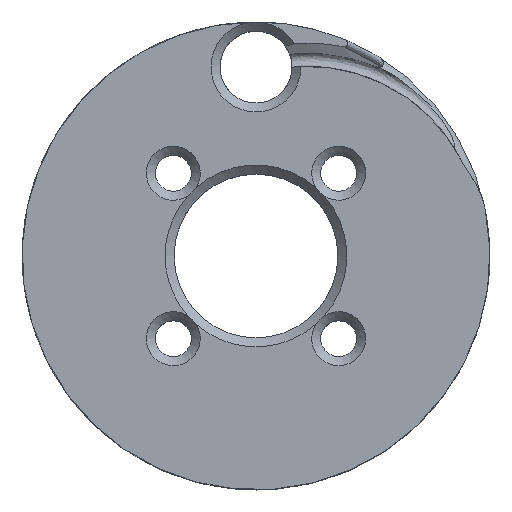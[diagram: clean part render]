
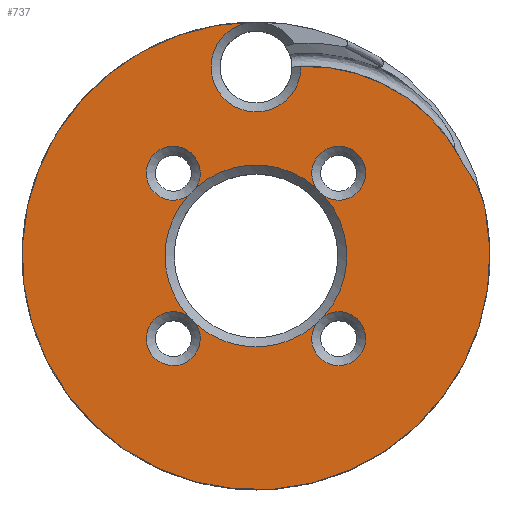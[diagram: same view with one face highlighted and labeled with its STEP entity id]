
A CAD part, top view. The second image highlights one B-rep face of the part: STEP entity #737.
In plain terms, the highlighted planar face has unit normal (0, 0, 1).
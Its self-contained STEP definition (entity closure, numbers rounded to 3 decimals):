
#23=FACE_BOUND('',#103,.T.);
#31=PLANE('',#819);
#65=FACE_OUTER_BOUND('',#102,.T.);
#102=EDGE_LOOP('',(#556,#557,#558,#559,#560));
#103=EDGE_LOOP('',(#561,#562,#563,#564,#565,#566,#567,#568,#569,#570,#571,
#572,#573));
#187=CIRCLE('',#777,3.);
#189=CIRCLE('',#779,3.);
#190=CIRCLE('',#781,10.1);
#192=CIRCLE('',#783,10.1);
#193=CIRCLE('',#784,10.1);
#194=CIRCLE('',#785,10.1);
#195=CIRCLE('',#786,10.1);
#197=CIRCLE('',#790,3.);
#199=CIRCLE('',#792,3.);
#201=CIRCLE('',#796,3.);
#203=CIRCLE('',#798,3.);
#205=CIRCLE('',#802,3.);
#207=CIRCLE('',#804,3.);
#210=CIRCLE('',#809,5.);
#216=CIRCLE('',#817,19.235);
#218=CIRCLE('',#820,26.);
#219=CIRCLE('',#821,10.);
#220=CIRCLE('',#822,10.);
#281=VERTEX_POINT('',#1064);
#282=VERTEX_POINT('',#1065);
#283=VERTEX_POINT('',#1072);
#285=VERTEX_POINT('',#1079);
#287=VERTEX_POINT('',#1084);
#288=VERTEX_POINT('',#1086);
#289=VERTEX_POINT('',#1093);
#290=VERTEX_POINT('',#1095);
#291=VERTEX_POINT('',#1102);
#292=VERTEX_POINT('',#1104);
#294=VERTEX_POINT('',#1117);
#297=VERTEX_POINT('',#1128);
#300=VERTEX_POINT('',#1139);
#305=VERTEX_POINT('',#1156);
#306=VERTEX_POINT('',#1158);
#318=VERTEX_POINT('',#1235);
#321=VERTEX_POINT('',#1256);
#322=VERTEX_POINT('',#1258);
#359=EDGE_CURVE('',#282,#283,#187,.T.);
#362=EDGE_CURVE('',#283,#281,#189,.T.);
#363=EDGE_CURVE('',#281,#285,#190,.T.);
#366=EDGE_CURVE('',#285,#287,#192,.T.);
#368=EDGE_CURVE('',#288,#289,#193,.T.);
#370=EDGE_CURVE('',#290,#291,#194,.T.);
#372=EDGE_CURVE('',#292,#282,#195,.T.);
#375=EDGE_CURVE('',#287,#294,#197,.T.);
#378=EDGE_CURVE('',#294,#288,#199,.T.);
#381=EDGE_CURVE('',#289,#297,#201,.T.);
#384=EDGE_CURVE('',#297,#290,#203,.T.);
#387=EDGE_CURVE('',#291,#300,#205,.T.);
#390=EDGE_CURVE('',#300,#292,#207,.T.);
#395=EDGE_CURVE('',#305,#306,#210,.T.);
#410=EDGE_CURVE('',#306,#318,#216,.T.);
#414=EDGE_CURVE('',#305,#321,#218,.T.);
#415=EDGE_CURVE('',#322,#321,#219,.T.);
#416=EDGE_CURVE('',#318,#322,#220,.T.);
#556=ORIENTED_EDGE('',*,*,#395,.F.);
#557=ORIENTED_EDGE('',*,*,#414,.T.);
#558=ORIENTED_EDGE('',*,*,#415,.F.);
#559=ORIENTED_EDGE('',*,*,#416,.F.);
#560=ORIENTED_EDGE('',*,*,#410,.F.);
#561=ORIENTED_EDGE('',*,*,#359,.F.);
#562=ORIENTED_EDGE('',*,*,#372,.F.);
#563=ORIENTED_EDGE('',*,*,#390,.F.);
#564=ORIENTED_EDGE('',*,*,#387,.F.);
#565=ORIENTED_EDGE('',*,*,#370,.F.);
#566=ORIENTED_EDGE('',*,*,#384,.F.);
#567=ORIENTED_EDGE('',*,*,#381,.F.);
#568=ORIENTED_EDGE('',*,*,#368,.F.);
#569=ORIENTED_EDGE('',*,*,#378,.F.);
#570=ORIENTED_EDGE('',*,*,#375,.F.);
#571=ORIENTED_EDGE('',*,*,#366,.F.);
#572=ORIENTED_EDGE('',*,*,#363,.F.);
#573=ORIENTED_EDGE('',*,*,#362,.F.);
#737=ADVANCED_FACE('',(#65,#23),#31,.T.);
#777=AXIS2_PLACEMENT_3D('',#1073,#866,#867);
#779=AXIS2_PLACEMENT_3D('',#1077,#871,#872);
#781=AXIS2_PLACEMENT_3D('',#1080,#875,#876);
#783=AXIS2_PLACEMENT_3D('',#1085,#880,#881);
#784=AXIS2_PLACEMENT_3D('',#1094,#882,#883);
#785=AXIS2_PLACEMENT_3D('',#1103,#884,#885);
#786=AXIS2_PLACEMENT_3D('',#1111,#886,#887);
#790=AXIS2_PLACEMENT_3D('',#1118,#895,#896);
#792=AXIS2_PLACEMENT_3D('',#1122,#900,#901);
#796=AXIS2_PLACEMENT_3D('',#1129,#909,#910);
#798=AXIS2_PLACEMENT_3D('',#1133,#914,#915);
#802=AXIS2_PLACEMENT_3D('',#1140,#923,#924);
#804=AXIS2_PLACEMENT_3D('',#1144,#928,#929);
#809=AXIS2_PLACEMENT_3D('',#1159,#939,#940);
#817=AXIS2_PLACEMENT_3D('',#1236,#958,#959);
#819=AXIS2_PLACEMENT_3D('',#1255,#963,#964);
#820=AXIS2_PLACEMENT_3D('',#1257,#965,#966);
#821=AXIS2_PLACEMENT_3D('',#1259,#967,#968);
#822=AXIS2_PLACEMENT_3D('',#1260,#969,#970);
#866=DIRECTION('center_axis',(0.,0.,1.));
#867=DIRECTION('ref_axis',(-1.,0.,0.));
#871=DIRECTION('center_axis',(0.,0.,1.));
#872=DIRECTION('ref_axis',(-1.,0.,0.));
#875=DIRECTION('center_axis',(0.,0.,1.));
#876=DIRECTION('ref_axis',(1.,0.,0.));
#880=DIRECTION('center_axis',(0.,0.,1.));
#881=DIRECTION('ref_axis',(1.,0.,0.));
#882=DIRECTION('center_axis',(0.,0.,1.));
#883=DIRECTION('ref_axis',(1.,0.,0.));
#884=DIRECTION('center_axis',(0.,0.,1.));
#885=DIRECTION('ref_axis',(1.,0.,0.));
#886=DIRECTION('center_axis',(0.,0.,1.));
#887=DIRECTION('ref_axis',(1.,0.,0.));
#895=DIRECTION('center_axis',(0.,0.,1.));
#896=DIRECTION('ref_axis',(-1.,0.,0.));
#900=DIRECTION('center_axis',(0.,0.,1.));
#901=DIRECTION('ref_axis',(-1.,0.,0.));
#909=DIRECTION('center_axis',(0.,0.,1.));
#910=DIRECTION('ref_axis',(-1.,0.,0.));
#914=DIRECTION('center_axis',(0.,0.,1.));
#915=DIRECTION('ref_axis',(-1.,0.,0.));
#923=DIRECTION('center_axis',(0.,0.,1.));
#924=DIRECTION('ref_axis',(-1.,0.,0.));
#928=DIRECTION('center_axis',(0.,0.,1.));
#929=DIRECTION('ref_axis',(-1.,0.,0.));
#939=DIRECTION('center_axis',(0.,0.,1.));
#940=DIRECTION('ref_axis',(-1.,0.,0.));
#958=DIRECTION('center_axis',(0.,0.,-1.));
#959=DIRECTION('ref_axis',(-0.286,0.958,0.));
#963=DIRECTION('center_axis',(0.,0.,1.));
#964=DIRECTION('ref_axis',(1.,0.,0.));
#965=DIRECTION('center_axis',(0.,0.,1.));
#966=DIRECTION('ref_axis',(1.,0.,0.));
#967=DIRECTION('center_axis',(0.,0.,-1.));
#968=DIRECTION('ref_axis',(0.914,0.406,0.));
#969=DIRECTION('center_axis',(0.,0.,1.));
#970=DIRECTION('ref_axis',(-0.892,-0.452,0.));
#1064=CARTESIAN_POINT('',(-7.604,6.647,8.));
#1065=CARTESIAN_POINT('',(-6.647,7.604,8.));
#1072=CARTESIAN_POINT('',(-6.192,9.192,8.));
#1073=CARTESIAN_POINT('Origin',(-9.192,9.192,8.));
#1077=CARTESIAN_POINT('Origin',(-9.192,9.192,8.));
#1079=CARTESIAN_POINT('',(-10.1,0.,8.));
#1080=CARTESIAN_POINT('Origin',(0.,0.,8.));
#1084=CARTESIAN_POINT('',(-7.604,-6.647,8.));
#1085=CARTESIAN_POINT('Origin',(0.,0.,8.));
#1086=CARTESIAN_POINT('',(-6.647,-7.604,8.));
#1093=CARTESIAN_POINT('',(6.647,-7.604,8.));
#1094=CARTESIAN_POINT('Origin',(0.,0.,8.));
#1095=CARTESIAN_POINT('',(7.604,-6.647,8.));
#1102=CARTESIAN_POINT('',(7.604,6.647,8.));
#1103=CARTESIAN_POINT('Origin',(0.,0.,8.));
#1104=CARTESIAN_POINT('',(6.647,7.604,8.));
#1111=CARTESIAN_POINT('Origin',(0.,0.,8.));
#1117=CARTESIAN_POINT('',(-6.192,-9.192,8.));
#1118=CARTESIAN_POINT('Origin',(-9.192,-9.192,8.));
#1122=CARTESIAN_POINT('Origin',(-9.192,-9.192,8.));
#1128=CARTESIAN_POINT('',(12.192,-9.192,8.));
#1129=CARTESIAN_POINT('Origin',(9.192,-9.192,8.));
#1133=CARTESIAN_POINT('Origin',(9.192,-9.192,8.));
#1139=CARTESIAN_POINT('',(12.192,9.192,8.));
#1140=CARTESIAN_POINT('Origin',(9.192,9.192,8.));
#1144=CARTESIAN_POINT('Origin',(9.192,9.192,8.));
#1156=CARTESIAN_POINT('',(0.,26.,8.));
#1158=CARTESIAN_POINT('',(5.,21.055,8.));
#1159=CARTESIAN_POINT('Origin',(0.,21.,8.));
#1235=CARTESIAN_POINT('',(22.868,10.533,8.));
#1236=CARTESIAN_POINT('Origin',(5.713,1.833,8.));
#1255=CARTESIAN_POINT('Origin',(0.,0.,8.));
#1256=CARTESIAN_POINT('',(25.473,5.209,8.));
#1257=CARTESIAN_POINT('Origin',(0.,0.,8.));
#1258=CARTESIAN_POINT('',(23.731,9.131,8.));
#1259=CARTESIAN_POINT('Origin',(15.676,3.206,8.));
#1260=CARTESIAN_POINT('Origin',(31.786,15.057,8.));
